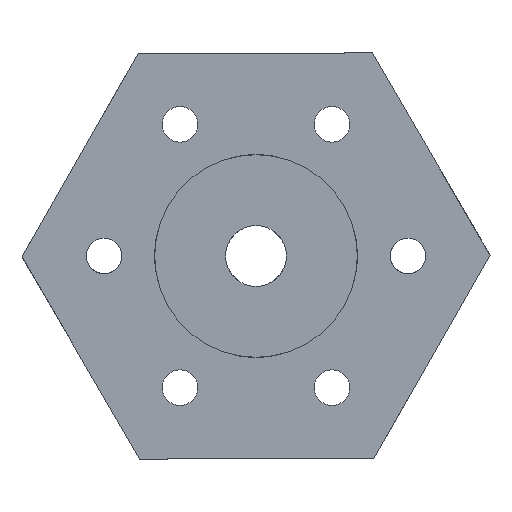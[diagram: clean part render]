
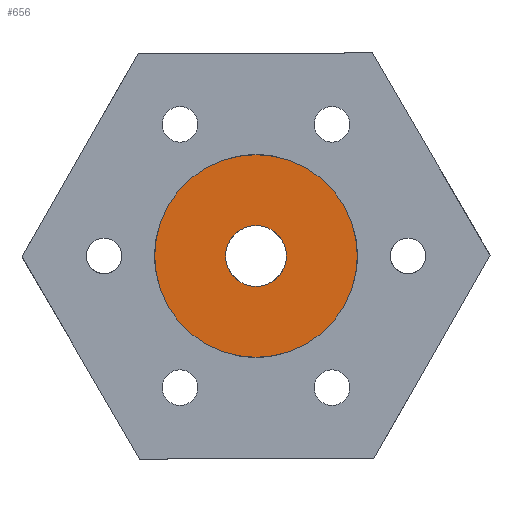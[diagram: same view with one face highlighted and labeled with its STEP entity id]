
A CAD part, left-side view. The second image highlights one B-rep face of the part: STEP entity #656.
In plain terms, the highlighted planar face has unit normal (-1, 0, 0).
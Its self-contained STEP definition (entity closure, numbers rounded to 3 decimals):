
#48 = PLANE ( 'NONE',  #1558 ) ;
#133 = CARTESIAN_POINT ( 'NONE',  ( -6., 0., 0. ) ) ;
#213 = CIRCLE ( 'NONE', #1176, 3. ) ;
#236 = DIRECTION ( 'NONE',  ( 0., 0., 1. ) ) ;
#259 = CARTESIAN_POINT ( 'NONE',  ( -6., 0., 0. ) ) ;
#272 = EDGE_LOOP ( 'NONE', ( #498, #2007 ) ) ;
#322 = DIRECTION ( 'NONE',  ( 0., 0., 1. ) ) ;
#385 = VERTEX_POINT ( 'NONE', #660 ) ;
#431 = CARTESIAN_POINT ( 'NONE',  ( -6., 0., -3. ) ) ;
#465 = DIRECTION ( 'NONE',  ( 0., 0., 1. ) ) ;
#482 = CIRCLE ( 'NONE', #2407, 10. ) ;
#498 = ORIENTED_EDGE ( 'NONE', *, *, #891, .T. ) ;
#514 = CIRCLE ( 'NONE', #2057, 3. ) ;
#590 = CARTESIAN_POINT ( 'NONE',  ( -6., 0., 3. ) ) ;
#604 = CARTESIAN_POINT ( 'NONE',  ( -6., 0., 0. ) ) ;
#629 = EDGE_CURVE ( 'NONE', #1689, #693, #213, .T. ) ;
#656 = ADVANCED_FACE ( 'NONE', ( #1643, #1691 ), #48, .T. ) ;
#660 = CARTESIAN_POINT ( 'NONE',  ( -6., 0., 10. ) ) ;
#693 = VERTEX_POINT ( 'NONE', #590 ) ;
#720 = CIRCLE ( 'NONE', #1365, 10. ) ;
#792 = DIRECTION ( 'NONE',  ( -1., 0., 0. ) ) ;
#891 = EDGE_CURVE ( 'NONE', #1009, #385, #720, .T. ) ;
#934 = CARTESIAN_POINT ( 'NONE',  ( -6., 0., 0. ) ) ;
#988 = EDGE_CURVE ( 'NONE', #385, #1009, #482, .T. ) ;
#1009 = VERTEX_POINT ( 'NONE', #1670 ) ;
#1126 = DIRECTION ( 'NONE',  ( 0., 0., 1. ) ) ;
#1176 = AXIS2_PLACEMENT_3D ( 'NONE', #1939, #792, #2127 ) ;
#1365 = AXIS2_PLACEMENT_3D ( 'NONE', #259, #1610, #465 ) ;
#1394 = DIRECTION ( 'NONE',  ( -1., 0., 0. ) ) ;
#1483 = DIRECTION ( 'NONE',  ( -1., 0., 0. ) ) ;
#1558 = AXIS2_PLACEMENT_3D ( 'NONE', #604, #1394, #236 ) ;
#1610 = DIRECTION ( 'NONE',  ( -1., 0., 0. ) ) ;
#1643 = FACE_OUTER_BOUND ( 'NONE', #272, .T. ) ;
#1670 = CARTESIAN_POINT ( 'NONE',  ( -6., 0., -10. ) ) ;
#1689 = VERTEX_POINT ( 'NONE', #431 ) ;
#1691 = FACE_BOUND ( 'NONE', #2040, .T. ) ;
#1939 = CARTESIAN_POINT ( 'NONE',  ( -6., 0., 0. ) ) ;
#1966 = EDGE_CURVE ( 'NONE', #693, #1689, #514, .T. ) ;
#1975 = ORIENTED_EDGE ( 'NONE', *, *, #1966, .F. ) ;
#2007 = ORIENTED_EDGE ( 'NONE', *, *, #988, .T. ) ;
#2040 = EDGE_LOOP ( 'NONE', ( #1975, #2284 ) ) ;
#2057 = AXIS2_PLACEMENT_3D ( 'NONE', #934, #2262, #1126 ) ;
#2127 = DIRECTION ( 'NONE',  ( 0., 0., 1. ) ) ;
#2262 = DIRECTION ( 'NONE',  ( -1., 0., 0. ) ) ;
#2284 = ORIENTED_EDGE ( 'NONE', *, *, #629, .F. ) ;
#2407 = AXIS2_PLACEMENT_3D ( 'NONE', #133, #1483, #322 ) ;
